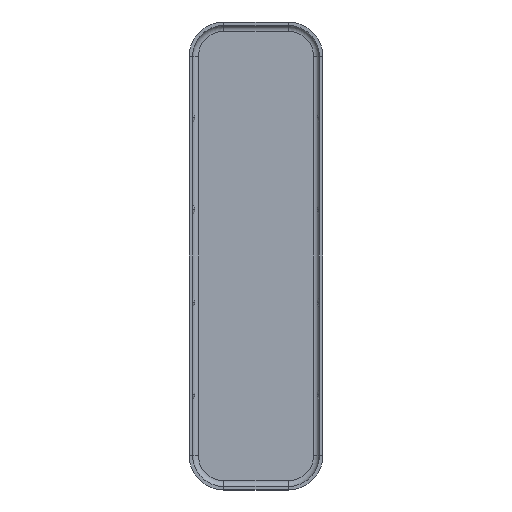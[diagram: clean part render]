
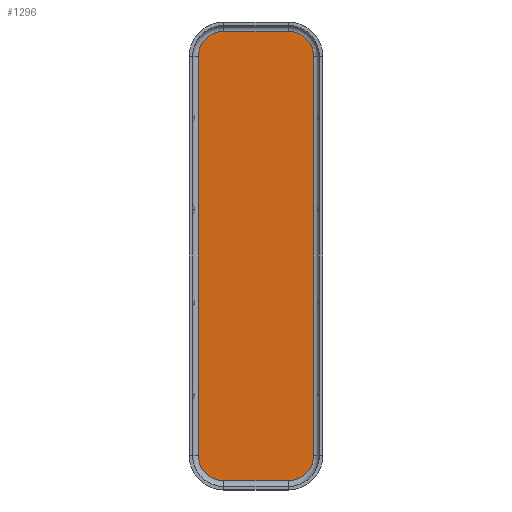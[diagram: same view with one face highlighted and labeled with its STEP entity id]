
A CAD part, front view. The second image highlights one B-rep face of the part: STEP entity #1296.
In plain terms, the highlighted planar face has unit normal (0, -1, 0).
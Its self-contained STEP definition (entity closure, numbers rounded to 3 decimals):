
#67 = VERTEX_POINT ( 'NONE', #920 ) ;
#97 = DIRECTION ( 'NONE',  ( -1., 0., 0. ) ) ;
#112 = EDGE_CURVE ( 'NONE', #887, #1445, #834, .T. ) ;
#133 = VERTEX_POINT ( 'NONE', #298 ) ;
#202 = ORIENTED_EDGE ( 'NONE', *, *, #730, .F. ) ;
#224 = CARTESIAN_POINT ( 'NONE',  ( -2.8, 0., 19.5 ) ) ;
#229 = DIRECTION ( 'NONE',  ( 0., 0., -1. ) ) ;
#242 = FACE_OUTER_BOUND ( 'NONE', #1285, .T. ) ;
#253 = PLANE ( 'NONE',  #1997 ) ;
#272 = CARTESIAN_POINT ( 'NONE',  ( 2.8, 0., 19.5 ) ) ;
#298 = CARTESIAN_POINT ( 'NONE',  ( 5., 0., 17.3 ) ) ;
#362 = DIRECTION ( 'NONE',  ( -1., 0., 0. ) ) ;
#391 = VECTOR ( 'NONE', #1852, 1000. ) ;
#392 = CARTESIAN_POINT ( 'NONE',  ( 2.8, 0., 17.3 ) ) ;
#443 = DIRECTION ( 'NONE',  ( 0., 1., 0. ) ) ;
#445 = LINE ( 'NONE', #272, #1930 ) ;
#459 = VECTOR ( 'NONE', #229, 1000. ) ;
#466 = CARTESIAN_POINT ( 'NONE',  ( -2.8, 0., -17.3 ) ) ;
#553 = CIRCLE ( 'NONE', #651, 2.2 ) ;
#595 = ORIENTED_EDGE ( 'NONE', *, *, #1542, .F. ) ;
#601 = VERTEX_POINT ( 'NONE', #1879 ) ;
#651 = AXIS2_PLACEMENT_3D ( 'NONE', #466, #1108, #1548 ) ;
#681 = LINE ( 'NONE', #1009, #459 ) ;
#684 = DIRECTION ( 'NONE',  ( 0., -1., 0. ) ) ;
#688 = CIRCLE ( 'NONE', #1329, 2.2 ) ;
#704 = CARTESIAN_POINT ( 'NONE',  ( 5., 0., 0. ) ) ;
#726 = CIRCLE ( 'NONE', #1036, 2.2 ) ;
#730 = EDGE_CURVE ( 'NONE', #1445, #1171, #1971, .T. ) ;
#801 = CARTESIAN_POINT ( 'NONE',  ( 2.8, 0., -17.3 ) ) ;
#834 = CIRCLE ( 'NONE', #1536, 2.2 ) ;
#881 = ORIENTED_EDGE ( 'NONE', *, *, #1674, .T. ) ;
#887 = VERTEX_POINT ( 'NONE', #1990 ) ;
#902 = CARTESIAN_POINT ( 'NONE',  ( 2.8, 0., -17.3 ) ) ;
#920 = CARTESIAN_POINT ( 'NONE',  ( -5., 0., 17.3 ) ) ;
#961 = CARTESIAN_POINT ( 'NONE',  ( -2.8, 0., 17.3 ) ) ;
#1009 = CARTESIAN_POINT ( 'NONE',  ( -5., 0., 0. ) ) ;
#1036 = AXIS2_PLACEMENT_3D ( 'NONE', #392, #1966, #1842 ) ;
#1062 = VECTOR ( 'NONE', #1817, 1000. ) ;
#1089 = DIRECTION ( 'NONE',  ( 1., 0., 0. ) ) ;
#1108 = DIRECTION ( 'NONE',  ( 0., -1., 0. ) ) ;
#1167 = VERTEX_POINT ( 'NONE', #1914 ) ;
#1171 = VERTEX_POINT ( 'NONE', #1440 ) ;
#1210 = EDGE_CURVE ( 'NONE', #133, #887, #1212, .T. ) ;
#1212 = LINE ( 'NONE', #704, #391 ) ;
#1285 = EDGE_LOOP ( 'NONE', ( #202, #1810, #1545, #1848, #1413, #595, #881, #1455 ) ) ;
#1296 = ADVANCED_FACE ( 'NONE', ( #242 ), #253, .T. ) ;
#1328 = DIRECTION ( 'NONE',  ( 0., 0., -1. ) ) ;
#1329 = AXIS2_PLACEMENT_3D ( 'NONE', #961, #1803, #362 ) ;
#1335 = EDGE_CURVE ( 'NONE', #601, #1844, #445, .T. ) ;
#1381 = EDGE_CURVE ( 'NONE', #1167, #1171, #553, .T. ) ;
#1413 = ORIENTED_EDGE ( 'NONE', *, *, #1335, .T. ) ;
#1440 = CARTESIAN_POINT ( 'NONE',  ( -2.8, 0., -19.5 ) ) ;
#1445 = VERTEX_POINT ( 'NONE', #1860 ) ;
#1455 = ORIENTED_EDGE ( 'NONE', *, *, #1381, .T. ) ;
#1536 = AXIS2_PLACEMENT_3D ( 'NONE', #801, #443, #1089 ) ;
#1542 = EDGE_CURVE ( 'NONE', #67, #1844, #688, .T. ) ;
#1545 = ORIENTED_EDGE ( 'NONE', *, *, #1210, .F. ) ;
#1548 = DIRECTION ( 'NONE',  ( -1., 0., 0. ) ) ;
#1634 = EDGE_CURVE ( 'NONE', #133, #601, #726, .T. ) ;
#1674 = EDGE_CURVE ( 'NONE', #67, #1167, #681, .T. ) ;
#1803 = DIRECTION ( 'NONE',  ( 0., 1., 0. ) ) ;
#1810 = ORIENTED_EDGE ( 'NONE', *, *, #112, .F. ) ;
#1817 = DIRECTION ( 'NONE',  ( -1., 0., 0. ) ) ;
#1842 = DIRECTION ( 'NONE',  ( 1., 0., 0. ) ) ;
#1844 = VERTEX_POINT ( 'NONE', #224 ) ;
#1848 = ORIENTED_EDGE ( 'NONE', *, *, #1634, .T. ) ;
#1852 = DIRECTION ( 'NONE',  ( 0., 0., -1. ) ) ;
#1860 = CARTESIAN_POINT ( 'NONE',  ( 2.8, 0., -19.5 ) ) ;
#1879 = CARTESIAN_POINT ( 'NONE',  ( 2.8, 0., 19.5 ) ) ;
#1914 = CARTESIAN_POINT ( 'NONE',  ( -5., 0., -17.3 ) ) ;
#1930 = VECTOR ( 'NONE', #97, 1000. ) ;
#1948 = CARTESIAN_POINT ( 'NONE',  ( 2.8, 0., -19.5 ) ) ;
#1966 = DIRECTION ( 'NONE',  ( 0., -1., 0. ) ) ;
#1971 = LINE ( 'NONE', #1948, #1062 ) ;
#1990 = CARTESIAN_POINT ( 'NONE',  ( 5., 0., -17.3 ) ) ;
#1997 = AXIS2_PLACEMENT_3D ( 'NONE', #902, #684, #1328 ) ;
